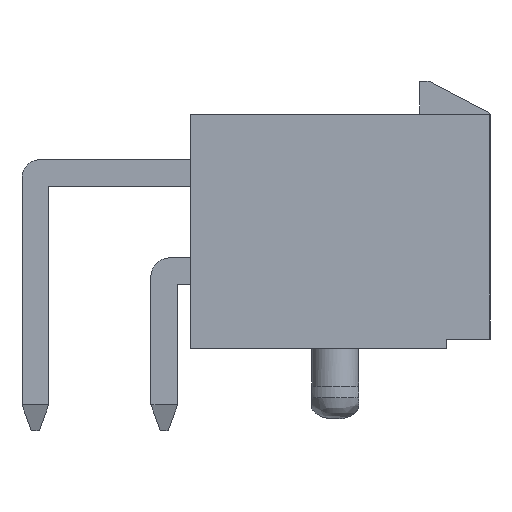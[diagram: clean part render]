
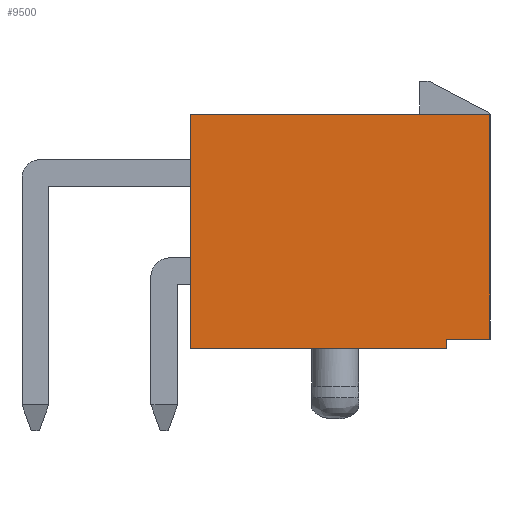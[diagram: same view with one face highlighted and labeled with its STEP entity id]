
A CAD part, left-side view. The second image highlights one B-rep face of the part: STEP entity #9500.
In plain terms, the highlighted planar face has unit normal (-1, 0, 0).
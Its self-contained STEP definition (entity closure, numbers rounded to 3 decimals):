
#1063=ORIENTED_EDGE('',*,*,#3344,.T.);
#1064=ORIENTED_EDGE('',*,*,#3668,.T.);
#1065=ORIENTED_EDGE('',*,*,#3226,.T.);
#1066=ORIENTED_EDGE('',*,*,#3670,.T.);
#1067=ORIENTED_EDGE('',*,*,#3671,.T.);
#1068=ORIENTED_EDGE('',*,*,#3165,.T.);
#3165=EDGE_CURVE('',#4481,#4480,#5328,.T.);
#3226=EDGE_CURVE('',#4536,#4537,#5387,.T.);
#3344=EDGE_CURVE('',#4480,#4634,#5504,.T.);
#3668=EDGE_CURVE('',#4634,#4536,#5827,.T.);
#3670=EDGE_CURVE('',#4537,#4941,#5829,.T.);
#3671=EDGE_CURVE('',#4941,#4481,#5830,.T.);
#4480=VERTEX_POINT('',#13844);
#4481=VERTEX_POINT('',#13846);
#4536=VERTEX_POINT('',#13967);
#4537=VERTEX_POINT('',#13968);
#4634=VERTEX_POINT('',#14183);
#4941=VERTEX_POINT('',#14857);
#5328=LINE('',#13845,#6623);
#5387=LINE('',#13966,#6682);
#5504=LINE('',#14184,#6799);
#5827=LINE('',#14852,#7122);
#5829=LINE('',#14856,#7124);
#5830=LINE('',#14858,#7125);
#6623=VECTOR('',#10742,1000.);
#6682=VECTOR('',#10815,1000.);
#6799=VECTOR('',#10936,1000.);
#7122=VECTOR('',#11337,1000.);
#7124=VECTOR('',#11343,1000.);
#7125=VECTOR('',#11344,1000.);
#7885=EDGE_LOOP('',(#1063,#1064,#1065,#1066,#1067,#1068));
#8502=FACE_BOUND('',#7885,.T.);
#9013=PLANE('',#10024);
#9500=ADVANCED_FACE('',(#8502),#9013,.T.);
#10024=AXIS2_PLACEMENT_3D('',#14855,#11341,#11342);
#10742=DIRECTION('',(0.,-1.,0.));
#10815=DIRECTION('',(0.,0.,-1.));
#10936=DIRECTION('',(0.,0.,1.));
#11337=DIRECTION('',(0.,1.,0.));
#11341=DIRECTION('',(-1.,0.,0.));
#11342=DIRECTION('',(0.,0.,1.));
#11343=DIRECTION('',(0.,-1.,0.));
#11344=DIRECTION('',(0.,0.,1.));
#13844=CARTESIAN_POINT('',(-23.7,-6.4,-4.8));
#13845=CARTESIAN_POINT('',(-23.7,6.4,-4.8));
#13846=CARTESIAN_POINT('',(-23.7,-4.55,-4.8));
#13966=CARTESIAN_POINT('',(-23.7,6.4,4.8));
#13967=CARTESIAN_POINT('',(-23.7,6.4,4.8));
#13968=CARTESIAN_POINT('',(-23.7,6.4,-5.2));
#14183=CARTESIAN_POINT('',(-23.7,-6.4,4.8));
#14184=CARTESIAN_POINT('',(-23.7,-6.4,-4.8));
#14852=CARTESIAN_POINT('',(-23.7,-6.4,4.8));
#14855=CARTESIAN_POINT('',(-23.7,0.,0.));
#14856=CARTESIAN_POINT('',(-23.7,6.4,-5.2));
#14857=CARTESIAN_POINT('',(-23.7,-4.55,-5.2));
#14858=CARTESIAN_POINT('',(-23.7,-4.55,-5.2));
